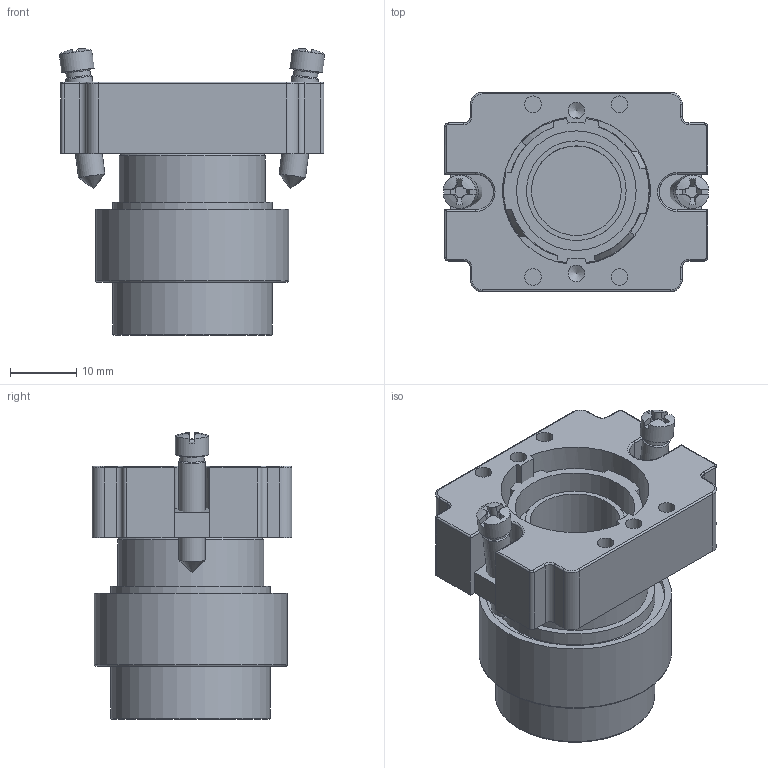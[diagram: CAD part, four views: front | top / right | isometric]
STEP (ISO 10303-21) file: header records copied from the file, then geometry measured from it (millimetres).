
FILE_DESCRIPTION((''),'2;1');
FILE_NAME('2APx_mounting_bracket.stp','2007-11-12T16:52:43',('Philipp'),(''),'Autodesk Inventor 2008','Autodesk Inventor 2008','');
FILE_SCHEMA(('AUTOMOTIVE_DESIGN { 1 0 10303 214 1 1 1 1 }'));
Length unit declared in the file: millimetre
Products named in the file (7): 2APx_mounting_bracket; 2BRK; DIN 7985 (Z) M4x18-Z; 2APx; rubber_gasket
Assembly tree (7 placements, depth 3):
  2APx_mounting_bracket
    2BRK
      2BRK
      DIN 7985 (Z) M4x18-Z  x2
    2APx
      2APx
      rubber_gasket
Bounding box: 39.97 x 30 x 43.15 mm (x, y, z)
Volume: 16753.3 mm3; surface area: 13497.8 mm2
Topology: 5 solids, 5 shells, 264 faces, 684 edges, 443 vertices
Faces by surface type: plane 134, cylinder 83, bspline 24, torus 12, cone 7, sphere 4
Full cylindrical faces by diameter (mm): 2.5 x5, 3.65 x2, 4 x2, 5 x2, 13.5 x1, 15 x1, 18 x1, 20.3 x1, 22 x2, 22.25 x1, 24 x2, 24.25 x1, 24.8 x1, 27 x1, 29 x1
Entity records: 7769 total; most frequent: CARTESIAN_POINT 1811, DIRECTION 1246, ORIENTED_EDGE 1130, EDGE_CURVE 565, AXIS2_PLACEMENT_3D 466, VERTEX_POINT 383, VECTOR 314, LINE 314
